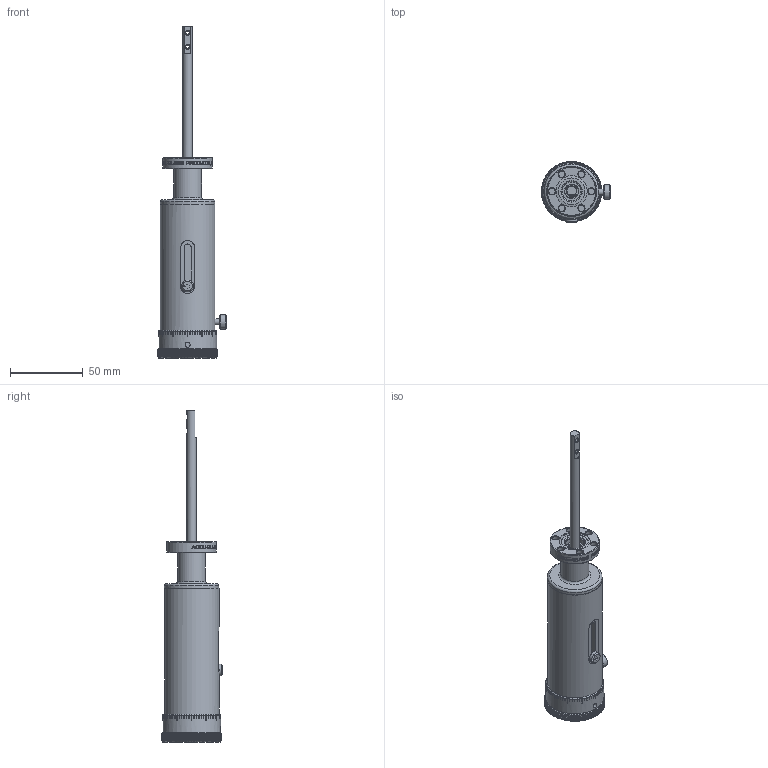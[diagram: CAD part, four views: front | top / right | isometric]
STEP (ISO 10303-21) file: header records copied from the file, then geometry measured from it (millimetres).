
FILE_DESCRIPTION(/* description */ ('Alibre Inc.'),/* implementation_level */ '2;1');
FILE_NAME(/* name */ 'export0',/* time_stamp */ '2010-06-30T07:52:21-07:00',/* author */ (''),/* organization */ (''),/* preprocessor_version */ 'ST-DEVELOPER v10',/* originating_system */ 'Alibre',/* authorisation */ '');
FILE_SCHEMA (('CONFIG_CONTROL_DESIGN'));
Length unit declared in the file: centimetre
Products named in the file (1): 102200
Bounding box: 47.28 x 41.86 x 227.56 mm (x, y, z)
Volume: 133934.4 mm3; surface area: 26215.7 mm2
Topology: 1 solids, 3 shells, 1049 faces, 2959 edges, 1963 vertices
Faces by surface type: plane 533, cylinder 266, bspline 218, cone 25, torus 7
Full cylindrical faces by diameter (mm): 0.82 x1, 0.826 x1, 2.414 x2, 3.454 x2, 4.166 x1, 4.394 x6, 6.35 x2, 8.146 x1, 9.398 x2, 9.55 x1, 9.906 x1, 12.725 x1, 14.249 x1, 18.288 x1, 19.05 x1, 19.177 x1, 21.387 x1, 21.388 x1, 33.782 x1, 37.465 x2, 39.7 x1
Entity records: 34474 total; most frequent: CARTESIAN_POINT 12402, ORIENTED_EDGE 5752, EDGE_CURVE 2876, DIRECTION 2814, VERTEX_POINT 1943, EDGE_LOOP 1177, FACE_BOUND 1177, AXIS2_PLACEMENT_3D 1120
